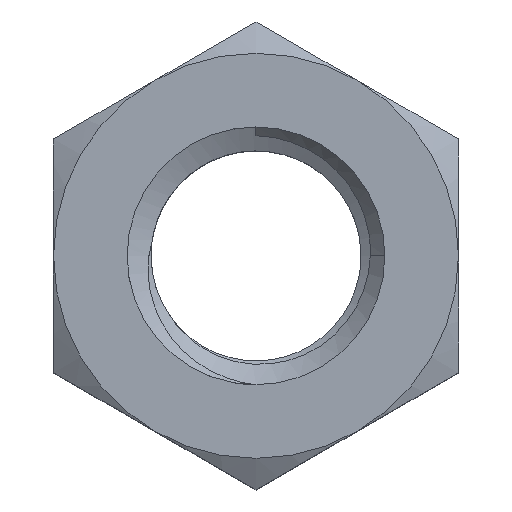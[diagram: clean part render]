
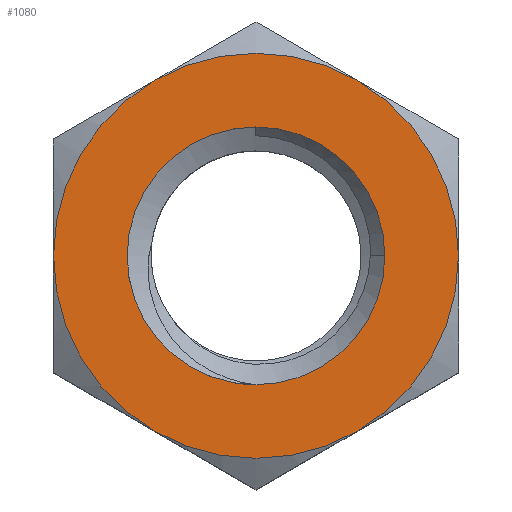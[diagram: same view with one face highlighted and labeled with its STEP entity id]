
A CAD part, top view. The second image highlights one B-rep face of the part: STEP entity #1080.
In plain terms, the highlighted planar face has unit normal (0, 0, 1).
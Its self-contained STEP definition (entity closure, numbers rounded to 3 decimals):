
#30 = DIRECTION ( 'NONE',  ( 1., 0., 0. ) ) ;
#36 = CIRCLE ( 'NONE', #1790, 11. ) ;
#46 = DIRECTION ( 'NONE',  ( 0., 0., -1. ) ) ;
#76 = VERTEX_POINT ( 'NONE', #258 ) ;
#81 = DIRECTION ( 'NONE',  ( 1., 0., 0. ) ) ;
#88 = VERTEX_POINT ( 'NONE', #1528 ) ;
#105 = EDGE_CURVE ( 'NONE', #2073, #2356, #1102, .T. ) ;
#135 = DIRECTION ( 'NONE',  ( 0., 0., 1. ) ) ;
#164 = CARTESIAN_POINT ( 'NONE',  ( 0., 0., 5.5 ) ) ;
#171 = VERTEX_POINT ( 'NONE', #1566 ) ;
#206 = CIRCLE ( 'NONE', #1327, 11. ) ;
#258 = CARTESIAN_POINT ( 'NONE',  ( 7., 0., 5.5 ) ) ;
#262 = CARTESIAN_POINT ( 'NONE',  ( 0., 0., 5.5 ) ) ;
#281 = AXIS2_PLACEMENT_3D ( 'NONE', #262, #1753, #476 ) ;
#284 = ORIENTED_EDGE ( 'NONE', *, *, #1256, .T. ) ;
#288 = VERTEX_POINT ( 'NONE', #2049 ) ;
#290 = DIRECTION ( 'NONE',  ( 0., 0., 1. ) ) ;
#300 = CARTESIAN_POINT ( 'NONE',  ( 0., 0., 5.5 ) ) ;
#307 = CIRCLE ( 'NONE', #1554, 11. ) ;
#333 = CIRCLE ( 'NONE', #722, 11. ) ;
#385 = CARTESIAN_POINT ( 'NONE',  ( -11., 0., 5.5 ) ) ;
#394 = DIRECTION ( 'NONE',  ( 1., 0., 0. ) ) ;
#419 = DIRECTION ( 'NONE',  ( 1., 0., 0. ) ) ;
#425 = AXIS2_PLACEMENT_3D ( 'NONE', #2302, #992, #2518 ) ;
#427 = DIRECTION ( 'NONE',  ( 0., 0., 1. ) ) ;
#437 = ORIENTED_EDGE ( 'NONE', *, *, #2283, .F. ) ;
#448 = CARTESIAN_POINT ( 'NONE',  ( -11., 6.351, 5.5 ) ) ;
#469 = CARTESIAN_POINT ( 'NONE',  ( -7., 0., 5.5 ) ) ;
#476 = DIRECTION ( 'NONE',  ( 1., 0., 0. ) ) ;
#554 = DIRECTION ( 'NONE',  ( 1., 0., 0. ) ) ;
#693 = VERTEX_POINT ( 'NONE', #385 ) ;
#694 = ORIENTED_EDGE ( 'NONE', *, *, #2522, .F. ) ;
#721 = CIRCLE ( 'NONE', #2627, 11. ) ;
#722 = AXIS2_PLACEMENT_3D ( 'NONE', #164, #1658, #394 ) ;
#766 = ORIENTED_EDGE ( 'NONE', *, *, #105, .T. ) ;
#772 = DIRECTION ( 'NONE',  ( 0., 0., 1. ) ) ;
#887 = AXIS2_PLACEMENT_3D ( 'NONE', #1320, #46, #1537 ) ;
#904 = CARTESIAN_POINT ( 'NONE',  ( 11., 0., 5.5 ) ) ;
#915 = ORIENTED_EDGE ( 'NONE', *, *, #1560, .T. ) ;
#916 = CIRCLE ( 'NONE', #1858, 7. ) ;
#945 = ORIENTED_EDGE ( 'NONE', *, *, #1531, .T. ) ;
#992 = DIRECTION ( 'NONE',  ( 0., 0., 1. ) ) ;
#1030 = AXIS2_PLACEMENT_3D ( 'NONE', #448, #427, #419 ) ;
#1080 = ADVANCED_FACE ( 'NONE', ( #2397, #1238 ), #1678, .T. ) ;
#1102 = CIRCLE ( 'NONE', #887, 7. ) ;
#1124 = ORIENTED_EDGE ( 'NONE', *, *, #1416, .T. ) ;
#1238 = FACE_OUTER_BOUND ( 'NONE', #2181, .T. ) ;
#1256 = EDGE_CURVE ( 'NONE', #1751, #88, #206, .T. ) ;
#1313 = DIRECTION ( 'NONE',  ( 0., 0., 1. ) ) ;
#1320 = CARTESIAN_POINT ( 'NONE',  ( 0., 0., 5.5 ) ) ;
#1327 = AXIS2_PLACEMENT_3D ( 'NONE', #2200, #2290, #2266 ) ;
#1342 = VERTEX_POINT ( 'NONE', #2581 ) ;
#1381 = CARTESIAN_POINT ( 'NONE',  ( -5.5, -9.526, 5.5 ) ) ;
#1416 = EDGE_CURVE ( 'NONE', #1342, #693, #307, .T. ) ;
#1421 = CARTESIAN_POINT ( 'NONE',  ( 0., 0., 5.5 ) ) ;
#1442 = CARTESIAN_POINT ( 'NONE',  ( 0., 7., 5.5 ) ) ;
#1471 = CIRCLE ( 'NONE', #425, 7. ) ;
#1528 = CARTESIAN_POINT ( 'NONE',  ( 5.5, -9.526, 5.5 ) ) ;
#1531 = EDGE_CURVE ( 'NONE', #693, #1751, #36, .T. ) ;
#1537 = DIRECTION ( 'NONE',  ( -1., 0., 0. ) ) ;
#1554 = AXIS2_PLACEMENT_3D ( 'NONE', #300, #290, #81 ) ;
#1560 = EDGE_CURVE ( 'NONE', #288, #2073, #916, .T. ) ;
#1566 = CARTESIAN_POINT ( 'NONE',  ( 5.5, 9.526, 5.5 ) ) ;
#1603 = ORIENTED_EDGE ( 'NONE', *, *, #2411, .T. ) ;
#1635 = DIRECTION ( 'NONE',  ( 1., 0., 0. ) ) ;
#1644 = DIRECTION ( 'NONE',  ( 0., 0., -1. ) ) ;
#1658 = DIRECTION ( 'NONE',  ( 0., 0., 1. ) ) ;
#1678 = PLANE ( 'NONE',  #1030 ) ;
#1751 = VERTEX_POINT ( 'NONE', #1381 ) ;
#1753 = DIRECTION ( 'NONE',  ( 0., 0., 1. ) ) ;
#1790 = AXIS2_PLACEMENT_3D ( 'NONE', #2791, #772, #554 ) ;
#1832 = EDGE_LOOP ( 'NONE', ( #915, #766, #694, #437 ) ) ;
#1858 = AXIS2_PLACEMENT_3D ( 'NONE', #2052, #1644, #2130 ) ;
#2049 = CARTESIAN_POINT ( 'NONE',  ( 0., -7., 5.5 ) ) ;
#2052 = CARTESIAN_POINT ( 'NONE',  ( 0., 0., 5.5 ) ) ;
#2073 = VERTEX_POINT ( 'NONE', #469 ) ;
#2130 = DIRECTION ( 'NONE',  ( -1., 0., 0. ) ) ;
#2181 = EDGE_LOOP ( 'NONE', ( #2359, #2279, #1603, #1124, #945, #284 ) ) ;
#2189 = CIRCLE ( 'NONE', #2388, 7. ) ;
#2200 = CARTESIAN_POINT ( 'NONE',  ( 0., 0., 5.5 ) ) ;
#2266 = DIRECTION ( 'NONE',  ( 1., 0., 0. ) ) ;
#2279 = ORIENTED_EDGE ( 'NONE', *, *, #2574, .T. ) ;
#2283 = EDGE_CURVE ( 'NONE', #288, #76, #2189, .T. ) ;
#2290 = DIRECTION ( 'NONE',  ( 0., 0., 1. ) ) ;
#2302 = CARTESIAN_POINT ( 'NONE',  ( 0., 0., 5.5 ) ) ;
#2356 = VERTEX_POINT ( 'NONE', #1442 ) ;
#2359 = ORIENTED_EDGE ( 'NONE', *, *, #2376, .T. ) ;
#2376 = EDGE_CURVE ( 'NONE', #88, #2473, #721, .T. ) ;
#2388 = AXIS2_PLACEMENT_3D ( 'NONE', #1421, #135, #1635 ) ;
#2397 = FACE_BOUND ( 'NONE', #1832, .T. ) ;
#2411 = EDGE_CURVE ( 'NONE', #171, #1342, #2755, .T. ) ;
#2473 = VERTEX_POINT ( 'NONE', #904 ) ;
#2518 = DIRECTION ( 'NONE',  ( 1., 0., 0. ) ) ;
#2522 = EDGE_CURVE ( 'NONE', #76, #2356, #1471, .T. ) ;
#2574 = EDGE_CURVE ( 'NONE', #2473, #171, #333, .T. ) ;
#2581 = CARTESIAN_POINT ( 'NONE',  ( -5.5, 9.526, 5.5 ) ) ;
#2606 = CARTESIAN_POINT ( 'NONE',  ( 0., 0., 5.5 ) ) ;
#2627 = AXIS2_PLACEMENT_3D ( 'NONE', #2606, #1313, #30 ) ;
#2755 = CIRCLE ( 'NONE', #281, 11. ) ;
#2791 = CARTESIAN_POINT ( 'NONE',  ( 0., 0., 5.5 ) ) ;
